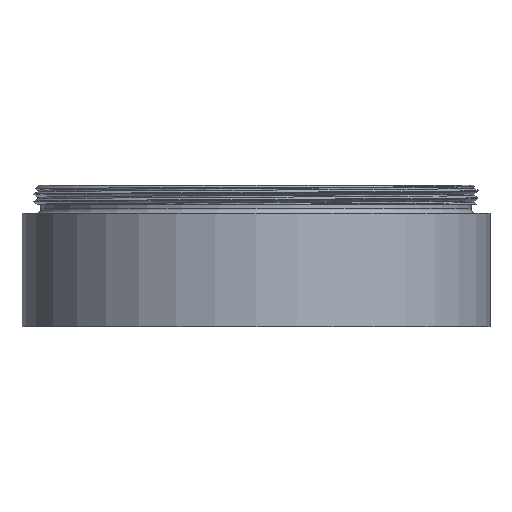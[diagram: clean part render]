
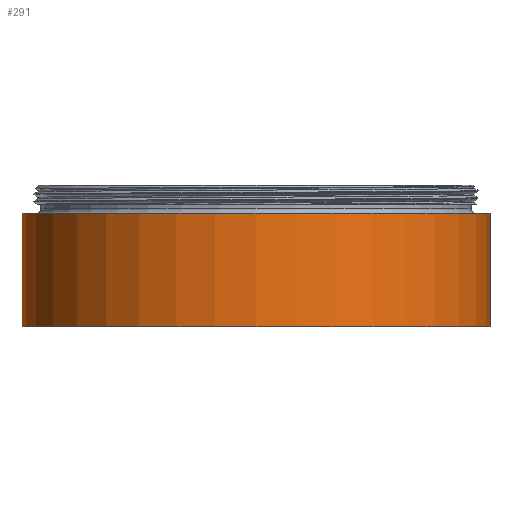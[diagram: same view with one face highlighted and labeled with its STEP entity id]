
A CAD part, front view. The second image highlights one B-rep face of the part: STEP entity #291.
In plain terms, the highlighted cylindrical face has radius 24.75 mm (diameter 49.5 mm), a full revolution.
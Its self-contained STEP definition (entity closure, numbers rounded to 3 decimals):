
#36=CYLINDRICAL_SURFACE($,#322,24.75);
#62=FACE_BOUND($,#112,.T.);
#82=FACE_OUTER_BOUND($,#111,.T.);
#111=EDGE_LOOP($,(#262));
#112=EDGE_LOOP($,(#263));
#124=CIRCLE($,#309,24.75);
#127=CIRCLE($,#315,24.75);
#159=VERTEX_POINT($,#1873);
#162=VERTEX_POINT($,#1883);
#191=EDGE_CURVE($,#159,#159,#124,.T.);
#195=EDGE_CURVE($,#162,#162,#127,.T.);
#262=ORIENTED_EDGE($,*,*,#191,.T.);
#263=ORIENTED_EDGE($,*,*,#195,.T.);
#291=ADVANCED_FACE($,(#82,#62),#36,.T.);
#309=AXIS2_PLACEMENT_3D($,#1874,#359,#360);
#315=AXIS2_PLACEMENT_3D($,#1884,#372,#373);
#322=AXIS2_PLACEMENT_3D($,#2653,#386,#387);
#359=DIRECTION('center_axis',(0.,0.,-1.));
#360=DIRECTION('ref_axis',(1.,0.,0.));
#372=DIRECTION('center_axis',(0.,0.,1.));
#373=DIRECTION('ref_axis',(1.,0.,0.));
#386=DIRECTION('center_axis',(0.,0.,-1.));
#387=DIRECTION('ref_axis',(1.,0.,0.));
#1873=CARTESIAN_POINT('',(-24.75,0.,0.));
#1874=CARTESIAN_POINT('Origin',(0.,0.,0.));
#1883=CARTESIAN_POINT('',(-24.75,0.,-12.));
#1884=CARTESIAN_POINT('Origin',(0.,0.,-12.));
#2653=CARTESIAN_POINT('Origin',(0.,0.,-15.));
